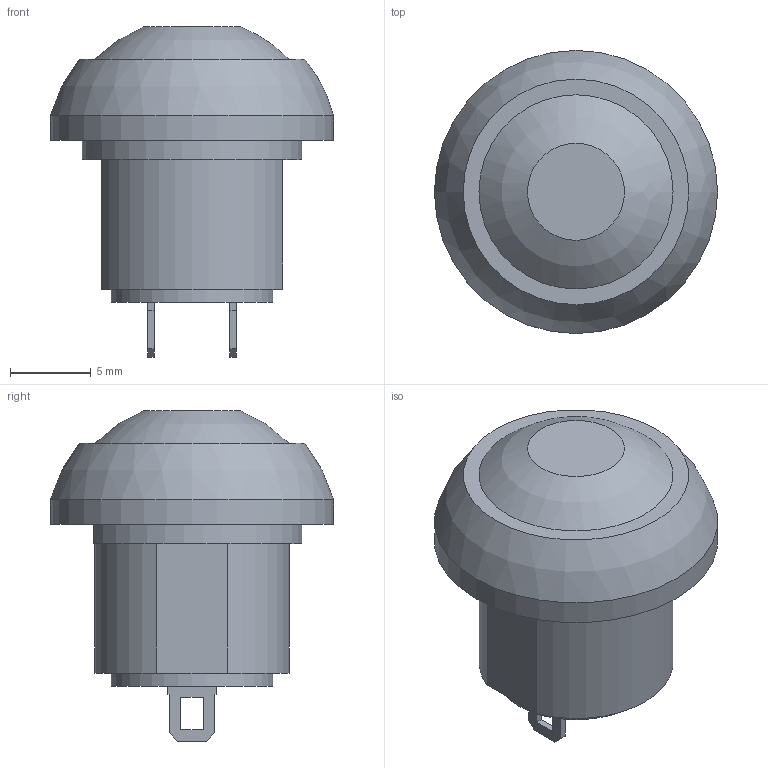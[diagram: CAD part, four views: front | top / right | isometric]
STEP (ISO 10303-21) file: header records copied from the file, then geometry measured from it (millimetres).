
FILE_DESCRIPTION(('FreeCAD Model'),'2;1');
FILE_NAME('Open CASCADE Shape Model','2025-03-23T14:58:37',(''),(''), 'Open CASCADE STEP processor 7.8','FreeCAD','Unknown');
FILE_SCHEMA(('AUTOMOTIVE_DESIGN { 1 0 10303 214 1 1 1 1 }'));
Length unit declared in the file: millimetre
Products named in the file (8): Button_RS_14mm_yellow; Revolve_Actuator; Revolve_Body_Top; Extrude_Body_Panel; Extrude_Thread; Extrude_Pin_Mount; Extrude_Pin_1; Extrude_Pin_2
Assembly tree (7 placements, depth 2):
  Button_RS_14mm_yellow
    Revolve_Actuator
    Revolve_Body_Top
    Extrude_Body_Panel
    Extrude_Thread
    Extrude_Pin_Mount
    Extrude_Pin_1
    Extrude_Pin_2
Bounding box: 17.5 x 17.5 x 20.4 mm (x, y, z)
Volume: 2951.1 mm3; surface area: 2478.6 mm2
Topology: 7 solids, 7 shells, 55 faces, 118 edges, 78 vertices
Faces by surface type: plane 46, cylinder 7, sphere 2
Full cylindrical faces by diameter (mm): 10 x1, 12 x2, 17.5 x1
Entity records: 3215 total; most frequent: DIRECTION 498, CARTESIAN_POINT 495, LINE 322, VECTOR 322, ORIENTED_EDGE 236, PCURVE 236, DEFINITIONAL_REPRESENTATION 236, EDGE_CURVE 118
